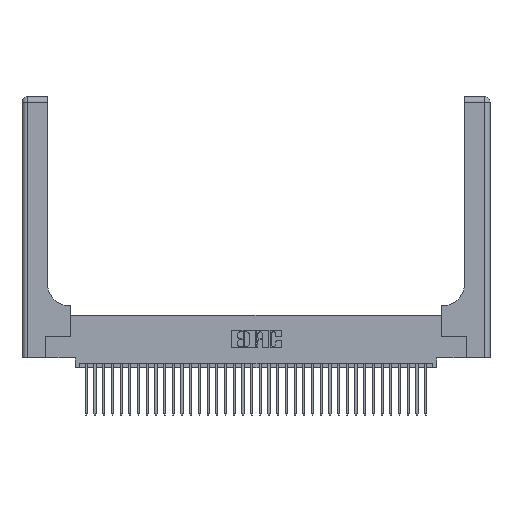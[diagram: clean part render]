
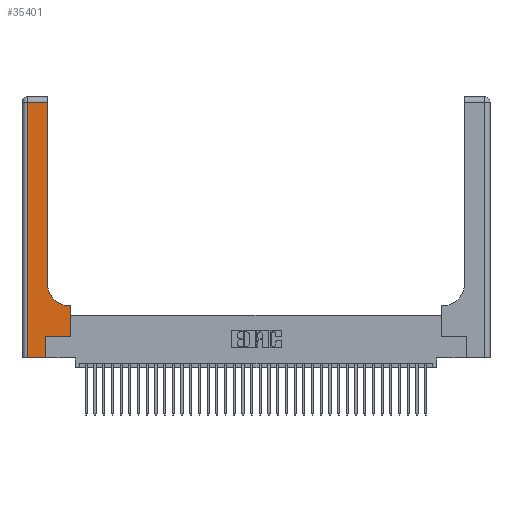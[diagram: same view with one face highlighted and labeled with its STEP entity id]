
A CAD part, top view. The second image highlights one B-rep face of the part: STEP entity #35401.
In plain terms, the highlighted planar face has unit normal (0, 0, 1).
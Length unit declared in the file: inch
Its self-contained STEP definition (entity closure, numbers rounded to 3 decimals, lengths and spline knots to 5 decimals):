
#605 = AXIS2_PLACEMENT_3D ( 'NONE', #1435, #21438, #4335 ) ;
#1155 = DIRECTION ( 'NONE',  ( -1., 0., 0. ) ) ;
#1435 = CARTESIAN_POINT ( 'NONE',  ( 0.5415, 0.85, 0.37 ) ) ;
#1463 = VECTOR ( 'NONE', #1155, 39.37008 ) ;
#1759 = EDGE_CURVE ( 'NONE', #14198, #34386, #1941, .T. ) ;
#1832 = CARTESIAN_POINT ( 'NONE',  ( 0.5585, 0.25, 0.37 ) ) ;
#1941 = LINE ( 'NONE', #31735, #26930 ) ;
#2923 = VECTOR ( 'NONE', #10862, 39.37008 ) ;
#3274 = CARTESIAN_POINT ( 'NONE',  ( 0.269, 0.25, 0.37 ) ) ;
#3309 = CARTESIAN_POINT ( 'NONE',  ( 0., 0., 0.37 ) ) ;
#4335 = DIRECTION ( 'NONE',  ( 1., 0., 0. ) ) ;
#4513 = ORIENTED_EDGE ( 'NONE', *, *, #28670, .T. ) ;
#5657 = VECTOR ( 'NONE', #23252, 39.37008 ) ;
#6176 = EDGE_LOOP ( 'NONE', ( #32970, #4513, #17760, #9405, #7630, #34511, #36651, #30306, #28751 ) ) ;
#6343 = VECTOR ( 'NONE', #26819, 39.37008 ) ;
#6586 = EDGE_CURVE ( 'NONE', #28339, #33975, #10499, .T. ) ;
#7630 = ORIENTED_EDGE ( 'NONE', *, *, #32658, .T. ) ;
#8332 = VERTEX_POINT ( 'NONE', #35500 ) ;
#8688 = CIRCLE ( 'NONE', #605, 0.25 ) ;
#8754 = LINE ( 'NONE', #3274, #5657 ) ;
#8832 = VERTEX_POINT ( 'NONE', #29941 ) ;
#8882 = VECTOR ( 'NONE', #25056, 39.37008 ) ;
#9405 = ORIENTED_EDGE ( 'NONE', *, *, #35604, .T. ) ;
#10242 = LINE ( 'NONE', #19819, #8882 ) ;
#10449 = EDGE_CURVE ( 'NONE', #14534, #8832, #10242, .T. ) ;
#10499 = LINE ( 'NONE', #1832, #2923 ) ;
#10502 = CARTESIAN_POINT ( 'NONE',  ( 0.5415, 0.6, 0.37 ) ) ;
#10862 = DIRECTION ( 'NONE',  ( 0., 1., 0. ) ) ;
#11644 = CARTESIAN_POINT ( 'NONE',  ( 0.06, 0., 0.37 ) ) ;
#12809 = EDGE_CURVE ( 'NONE', #33975, #22917, #22555, .T. ) ;
#14198 = VERTEX_POINT ( 'NONE', #22720 ) ;
#14534 = VERTEX_POINT ( 'NONE', #18713 ) ;
#14953 = VECTOR ( 'NONE', #34271, 39.37008 ) ;
#15644 = CARTESIAN_POINT ( 'NONE',  ( 0.269, 0., 0.37 ) ) ;
#15712 = VERTEX_POINT ( 'NONE', #15644 ) ;
#17072 = DIRECTION ( 'NONE',  ( 0., -1., 0. ) ) ;
#17760 = ORIENTED_EDGE ( 'NONE', *, *, #1759, .T. ) ;
#18713 = CARTESIAN_POINT ( 'NONE',  ( 0.2915, 0.85, 0.37 ) ) ;
#18747 = CARTESIAN_POINT ( 'NONE',  ( 0.2915, 0.6, 0.37 ) ) ;
#19619 = DIRECTION ( 'NONE',  ( -1., 0., 0. ) ) ;
#19819 = CARTESIAN_POINT ( 'NONE',  ( 0.2915, 3., 0.37 ) ) ;
#21438 = DIRECTION ( 'NONE',  ( 0., 0., -1. ) ) ;
#22352 = CARTESIAN_POINT ( 'NONE',  ( 0., 3., 0.37 ) ) ;
#22555 = LINE ( 'NONE', #18747, #6343 ) ;
#22720 = CARTESIAN_POINT ( 'NONE',  ( 0.06, 2.94, 0.37 ) ) ;
#22825 = PLANE ( 'NONE',  #33098 ) ;
#22917 = VERTEX_POINT ( 'NONE', #10502 ) ;
#22991 = LINE ( 'NONE', #32664, #1463 ) ;
#23252 = DIRECTION ( 'NONE',  ( 1., 0., 0. ) ) ;
#25056 = DIRECTION ( 'NONE',  ( 0., 1., 0. ) ) ;
#26819 = DIRECTION ( 'NONE',  ( -1., 0., 0. ) ) ;
#26930 = VECTOR ( 'NONE', #17072, 39.37008 ) ;
#27668 = EDGE_CURVE ( 'NONE', #8332, #28339, #8754, .T. ) ;
#28236 = LINE ( 'NONE', #3309, #30917 ) ;
#28339 = VERTEX_POINT ( 'NONE', #34023 ) ;
#28670 = EDGE_CURVE ( 'NONE', #8832, #14198, #22991, .T. ) ;
#28676 = DIRECTION ( 'NONE',  ( 1., 0., 0. ) ) ;
#28705 = EDGE_CURVE ( 'NONE', #22917, #14534, #8688, .T. ) ;
#28751 = ORIENTED_EDGE ( 'NONE', *, *, #28705, .T. ) ;
#29941 = CARTESIAN_POINT ( 'NONE',  ( 0.2915, 2.94, 0.37 ) ) ;
#30306 = ORIENTED_EDGE ( 'NONE', *, *, #12809, .T. ) ;
#30635 = CARTESIAN_POINT ( 'NONE',  ( 0.269, 0., 0.37 ) ) ;
#30679 = LINE ( 'NONE', #30635, #14953 ) ;
#30917 = VECTOR ( 'NONE', #28676, 39.37008 ) ;
#31089 = DIRECTION ( 'NONE',  ( 0., 0., -1. ) ) ;
#31735 = CARTESIAN_POINT ( 'NONE',  ( 0.06, 3., 0.37 ) ) ;
#32658 = EDGE_CURVE ( 'NONE', #15712, #8332, #30679, .T. ) ;
#32664 = CARTESIAN_POINT ( 'NONE',  ( 0., 2.94, 0.37 ) ) ;
#32970 = ORIENTED_EDGE ( 'NONE', *, *, #10449, .T. ) ;
#33098 = AXIS2_PLACEMENT_3D ( 'NONE', #22352, #31089, #19619 ) ;
#33282 = CARTESIAN_POINT ( 'NONE',  ( 0.5585, 0.6, 0.37 ) ) ;
#33975 = VERTEX_POINT ( 'NONE', #33282 ) ;
#34023 = CARTESIAN_POINT ( 'NONE',  ( 0.5585, 0.25, 0.37 ) ) ;
#34068 = FACE_OUTER_BOUND ( 'NONE', #6176, .T. ) ;
#34271 = DIRECTION ( 'NONE',  ( 0., 1., 0. ) ) ;
#34386 = VERTEX_POINT ( 'NONE', #11644 ) ;
#34511 = ORIENTED_EDGE ( 'NONE', *, *, #27668, .T. ) ;
#35401 = ADVANCED_FACE ( 'NONE', ( #34068 ), #22825, .F. ) ;
#35500 = CARTESIAN_POINT ( 'NONE',  ( 0.269, 0.25, 0.37 ) ) ;
#35604 = EDGE_CURVE ( 'NONE', #34386, #15712, #28236, .T. ) ;
#36651 = ORIENTED_EDGE ( 'NONE', *, *, #6586, .T. ) ;
